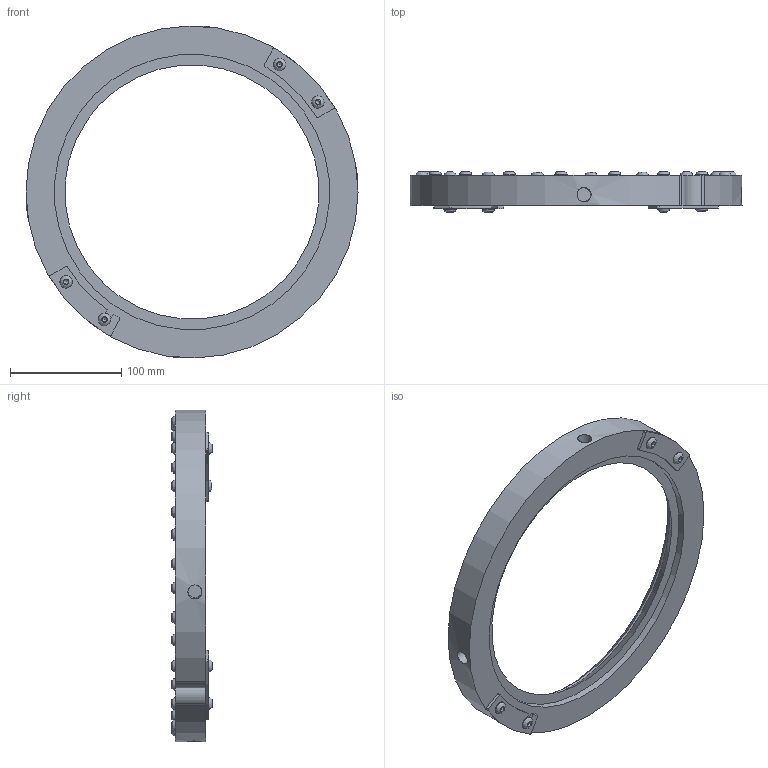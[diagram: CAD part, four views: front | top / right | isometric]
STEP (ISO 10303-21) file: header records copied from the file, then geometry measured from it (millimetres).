
FILE_DESCRIPTION((''),'2;1');
FILE_NAME('2439-3D.stp','2010-06-03T16:00:40',('michael witt'),(''),'Autodesk Inventor 2010','Autodesk Inventor 2010','');
FILE_SCHEMA(('AUTOMOTIVE_DESIGN { 1 0 10303 214 1 1 1 1 }'));
Length unit declared in the file: inch
Products named in the file (26): Assembly9; Part322; Part324; Part326; Part328; Part330; Part332; Part334; Part336; Part338; Part340; Part342; Part344; Part346; Part348; Part350; Part352; Part354; Part356; Part358; Part360; Part362; Part364; Part366; Part368; Part370
Assembly tree (25 placements, depth 2):
  Assembly9
    Part322
    Part324
    Part326
    Part328
    Part330
    Part332
    Part334
    Part336
    Part338
    Part340
    Part342
    Part344
    Part346
    Part348
    Part350
    Part352
    Part354
    Part356
    Part358
    Part360
    Part362
    Part364
    Part366
    Part368
    Part370
Bounding box: 298.45 x 36.37 x 298.42 mm (x, y, z)
Volume: 616293.4 mm3; surface area: 117861.7 mm2
Topology: 25 solids, 25 shells, 362 faces, 793 edges, 508 vertices
Faces by surface type: plane 215, cylinder 73, cone 46, bspline 28
Full cylindrical faces by diameter (mm): 6.35 x22, 7.112 x3, 11.1 x22, 12.7 x2, 247.65 x1, 250.012 x1
Entity records: 10722 total; most frequent: CARTESIAN_POINT 2973, DIRECTION 1472, ORIENTED_EDGE 1284, EDGE_CURVE 642, AXIS2_PLACEMENT_3D 581, EDGE_LOOP 524, VERTEX_POINT 480, FACE_OUTER_BOUND 362
